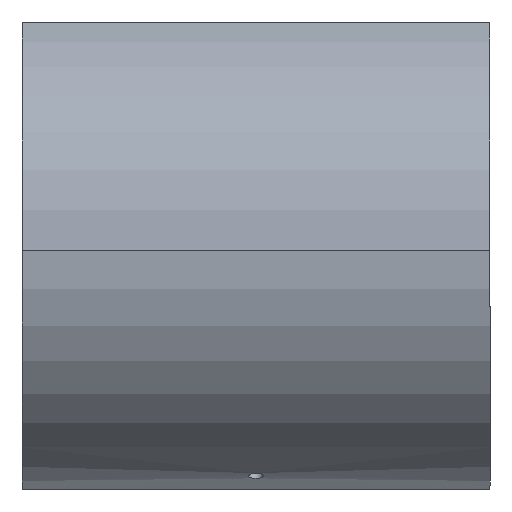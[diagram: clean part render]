
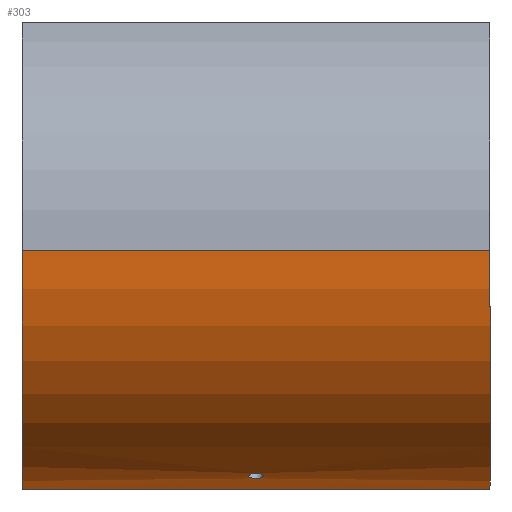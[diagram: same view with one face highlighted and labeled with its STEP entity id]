
A CAD part, left-side view. The second image highlights one B-rep face of the part: STEP entity #303.
In plain terms, the highlighted cylindrical face has radius 131.361 mm (diameter 262.722 mm), a partial arc.
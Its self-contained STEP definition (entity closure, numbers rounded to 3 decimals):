
#98 = VERTEX_POINT('',#99);
#99 = CARTESIAN_POINT('',(-135.,-121.5,0.));
#106 = EDGE_CURVE('',#107,#98,#109,.T.);
#107 = VERTEX_POINT('',#108);
#108 = CARTESIAN_POINT('',(-135.,133.5,0.));
#109 = LINE('',#110,#111);
#110 = CARTESIAN_POINT('',(-135.,133.5,0.));
#111 = VECTOR('',#112,1.);
#112 = DIRECTION('',(0.,-1.,0.));
#131 = EDGE_CURVE('',#107,#132,#134,.T.);
#132 = VERTEX_POINT('',#133);
#133 = CARTESIAN_POINT('',(-22.5,133.5,-130.));
#134 = CIRCLE('',#135,131.361);
#135 = AXIS2_PLACEMENT_3D('',#136,#137,#138);
#136 = CARTESIAN_POINT('',(-3.639,133.5,0.));
#137 = DIRECTION('',(0.,-1.,0.));
#138 = DIRECTION('',(1.,0.,0.));
#209 = VERTEX_POINT('',#210);
#210 = CARTESIAN_POINT('',(-22.5,-121.5,-130.));
#216 = EDGE_CURVE('',#98,#209,#217,.T.);
#217 = CIRCLE('',#218,131.361);
#218 = AXIS2_PLACEMENT_3D('',#219,#220,#221);
#219 = CARTESIAN_POINT('',(-3.639,-121.5,0.));
#220 = DIRECTION('',(0.,-1.,0.));
#221 = DIRECTION('',(1.,0.,0.));
#303 = ADVANCED_FACE('',(#304,#315),#373,.T.);
#304 = FACE_BOUND('',#305,.F.);
#305 = EDGE_LOOP('',(#306,#307,#308,#314));
#306 = ORIENTED_EDGE('',*,*,#106,.T.);
#307 = ORIENTED_EDGE('',*,*,#216,.T.);
#308 = ORIENTED_EDGE('',*,*,#309,.F.);
#309 = EDGE_CURVE('',#132,#209,#310,.T.);
#310 = LINE('',#311,#312);
#311 = CARTESIAN_POINT('',(-22.5,133.5,-130.));
#312 = VECTOR('',#313,1.);
#313 = DIRECTION('',(0.,-1.,0.));
#314 = ORIENTED_EDGE('',*,*,#131,.F.);
#315 = FACE_BOUND('',#316,.F.);
#316 = EDGE_LOOP('',(#317));
#317 = ORIENTED_EDGE('',*,*,#318,.F.);
#318 = EDGE_CURVE('',#319,#319,#321,.T.);
#319 = VERTEX_POINT('',#320);
#320 = CARTESIAN_POINT('',(-47.028,6.,-123.988));
#321 = B_SPLINE_CURVE_WITH_KNOTS('',8,(#322,#323,#324,#325,#326,#327,
    #328,#329,#330,#331,#332,#333,#334,#335,#336,#337,#338,#339,#340,
    #341,#342,#343,#344,#345,#346,#347,#348,#349,#350,#351,#352,#353,
    #354,#355,#356,#357,#358,#359,#360,#361,#362,#363,#364,#365,#366,
    #367,#368,#369,#370,#371,#372),.UNSPECIFIED.,.T.,.F.,(9,7,7,7,7,7,7,
    9),(0.,0.174,0.305,0.444,0.637,
    0.79,0.886,1.),.UNSPECIFIED.);
#322 = CARTESIAN_POINT('',(-47.028,6.,-123.988));
#323 = CARTESIAN_POINT('',(-47.028,6.458,
    -123.988));
#324 = CARTESIAN_POINT('',(-47.085,6.915,
    -123.969));
#325 = CARTESIAN_POINT('',(-47.198,7.367,
    -123.929));
#326 = CARTESIAN_POINT('',(-47.369,7.811,
    -123.869));
#327 = CARTESIAN_POINT('',(-47.601,8.24,
    -123.787));
#328 = CARTESIAN_POINT('',(-47.898,8.645,
    -123.681));
#329 = CARTESIAN_POINT('',(-48.265,9.014,
    -123.549));
#330 = CARTESIAN_POINT('',(-49.034,9.56,-123.269
    ));
#331 = CARTESIAN_POINT('',(-49.416,9.771,
    -123.128));
#332 = CARTESIAN_POINT('',(-49.841,9.935,-122.97
    ));
#333 = CARTESIAN_POINT('',(-50.296,10.036,
    -122.798));
#334 = CARTESIAN_POINT('',(-50.764,10.066,
    -122.619));
#335 = CARTESIAN_POINT('',(-51.228,10.023,
    -122.44));
#336 = CARTESIAN_POINT('',(-51.67,9.914,
    -122.266));
#337 = CARTESIAN_POINT('',(-52.511,9.58,
    -121.932));
#338 = CARTESIAN_POINT('',(-52.899,9.35,-121.776
    ));
#339 = CARTESIAN_POINT('',(-53.24,9.077,
    -121.638));
#340 = CARTESIAN_POINT('',(-53.533,8.772,
    -121.518));
#341 = CARTESIAN_POINT('',(-53.78,8.444,
    -121.415));
#342 = CARTESIAN_POINT('',(-53.984,8.101,-121.331)
  );
#343 = CARTESIAN_POINT('',(-54.146,7.746,
    -121.263));
#344 = CARTESIAN_POINT('',(-54.439,6.886,
    -121.141));
#345 = CARTESIAN_POINT('',(-54.534,6.373,
    -121.101));
#346 = CARTESIAN_POINT('',(-54.56,5.855,-121.09
    ));
#347 = CARTESIAN_POINT('',(-54.517,5.336,
    -121.108));
#348 = CARTESIAN_POINT('',(-54.405,4.822,
    -121.155));
#349 = CARTESIAN_POINT('',(-54.221,4.32,
    -121.232));
#350 = CARTESIAN_POINT('',(-53.959,3.841,-121.341
    ));
#351 = CARTESIAN_POINT('',(-53.337,3.054,-121.597
    ));
#352 = CARTESIAN_POINT('',(-52.991,2.708,
    -121.739));
#353 = CARTESIAN_POINT('',(-52.574,2.399,
    -121.908));
#354 = CARTESIAN_POINT('',(-52.093,2.154,-122.101
    ));
#355 = CARTESIAN_POINT('',(-51.566,1.994,
    -122.309));
#356 = CARTESIAN_POINT('',(-51.012,1.932,
    -122.524));
#357 = CARTESIAN_POINT('',(-50.453,1.972,
    -122.737));
#358 = CARTESIAN_POINT('',(-49.575,2.197,
    -123.068));
#359 = CARTESIAN_POINT('',(-49.256,2.319,
    -123.187));
#360 = CARTESIAN_POINT('',(-48.959,2.471,
    -123.296));
#361 = CARTESIAN_POINT('',(-48.686,2.649,
    -123.396));
#362 = CARTESIAN_POINT('',(-48.437,2.847,
    -123.487));
#363 = CARTESIAN_POINT('',(-48.213,3.062,
    -123.568));
#364 = CARTESIAN_POINT('',(-48.014,3.289,
    -123.639));
#365 = CARTESIAN_POINT('',(-47.63,3.804,
    -123.776));
#366 = CARTESIAN_POINT('',(-47.455,4.099,
    -123.838));
#367 = CARTESIAN_POINT('',(-47.311,4.404,
    -123.889));
#368 = CARTESIAN_POINT('',(-47.197,4.717,
    -123.929));
#369 = CARTESIAN_POINT('',(-47.112,5.034,-123.959
    ));
#370 = CARTESIAN_POINT('',(-47.056,5.355,
    -123.979));
#371 = CARTESIAN_POINT('',(-47.028,5.677,
    -123.988));
#372 = CARTESIAN_POINT('',(-47.028,6.,-123.988));
#373 = CYLINDRICAL_SURFACE('',#374,131.361);
#374 = AXIS2_PLACEMENT_3D('',#375,#376,#377);
#375 = CARTESIAN_POINT('',(-3.639,133.5,0.));
#376 = DIRECTION('',(0.,1.,0.));
#377 = DIRECTION('',(1.,0.,0.));
